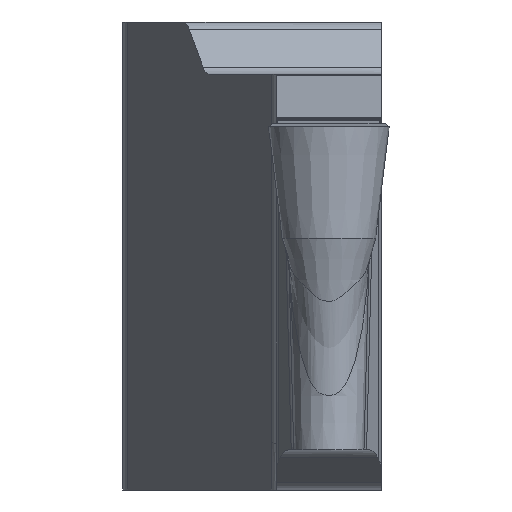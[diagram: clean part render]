
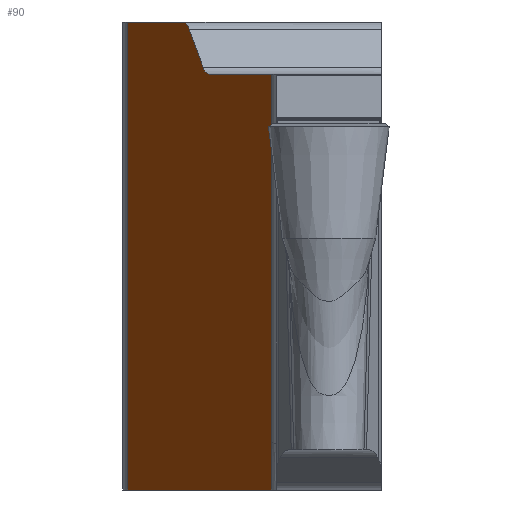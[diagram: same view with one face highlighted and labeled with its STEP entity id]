
A CAD part, front view. The second image highlights one B-rep face of the part: STEP entity #90.
In plain terms, the highlighted planar face has unit normal (-0.94, -0.342, 0).
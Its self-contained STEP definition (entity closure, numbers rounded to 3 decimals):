
#81=ELLIPSE('',#1123,0.319,0.3);
#82=ELLIPSE('',#1124,0.319,0.3);
#90=ADVANCED_FACE('',(#170),#147,.F.);
#147=PLANE('',#1125);
#170=FACE_OUTER_BOUND('',#228,.T.);
#228=EDGE_LOOP('',(#357,#358,#359,#360,#361,#362,#363,#364,#365));
#357=ORIENTED_EDGE('',*,*,#762,.T.);
#358=ORIENTED_EDGE('',*,*,#763,.T.);
#359=ORIENTED_EDGE('',*,*,#764,.T.);
#360=ORIENTED_EDGE('',*,*,#765,.T.);
#361=ORIENTED_EDGE('',*,*,#766,.T.);
#362=ORIENTED_EDGE('',*,*,#767,.F.);
#363=ORIENTED_EDGE('',*,*,#768,.T.);
#364=ORIENTED_EDGE('',*,*,#769,.F.);
#365=ORIENTED_EDGE('',*,*,#770,.T.);
#663=VERTEX_POINT('',#1571);
#664=VERTEX_POINT('',#1572);
#665=VERTEX_POINT('',#1574);
#666=VERTEX_POINT('',#1576);
#667=VERTEX_POINT('',#1578);
#668=VERTEX_POINT('',#1580);
#669=VERTEX_POINT('',#1582);
#670=VERTEX_POINT('',#1584);
#671=VERTEX_POINT('',#1586);
#762=EDGE_CURVE('',#663,#664,#896,.T.);
#763=EDGE_CURVE('',#664,#665,#897,.T.);
#764=EDGE_CURVE('',#665,#666,#898,.T.);
#765=EDGE_CURVE('',#666,#667,#899,.T.);
#766=EDGE_CURVE('',#667,#668,#900,.T.);
#767=EDGE_CURVE('',#669,#668,#901,.T.);
#768=EDGE_CURVE('',#669,#670,#81,.T.);
#769=EDGE_CURVE('',#671,#670,#902,.T.);
#770=EDGE_CURVE('',#671,#663,#82,.T.);
#896=LINE('',#1570,#970);
#897=LINE('',#1573,#971);
#898=LINE('',#1575,#972);
#899=LINE('',#1577,#973);
#900=LINE('',#1579,#974);
#901=LINE('',#1581,#975);
#902=LINE('',#1585,#976);
#970=VECTOR('',#1250,1.);
#971=VECTOR('',#1251,1.);
#972=VECTOR('',#1252,1.);
#973=VECTOR('',#1253,1.);
#974=VECTOR('',#1254,1.);
#975=VECTOR('',#1255,1.);
#976=VECTOR('',#1258,1.);
#1123=AXIS2_PLACEMENT_3D('',#1583,#1256,#1257);
#1124=AXIS2_PLACEMENT_3D('',#1587,#1259,#1260);
#1125=AXIS2_PLACEMENT_3D('',#1588,#1261,#1262);
#1250=DIRECTION('',(-0.342,0.94,0.));
#1251=DIRECTION('',(0.,0.,-1.));
#1252=DIRECTION('',(0.342,-0.94,0.));
#1253=DIRECTION('',(0.,0.,1.));
#1254=DIRECTION('',(0.,0.,1.));
#1255=DIRECTION('',(0.342,-0.94,0.));
#1256=DIRECTION('',(0.94,0.342,0.));
#1257=DIRECTION('',(0.342,-0.94,0.));
#1258=DIRECTION('',(0.249,-0.685,-0.685));
#1259=DIRECTION('',(-0.94,-0.342,0.));
#1260=DIRECTION('',(0.342,-0.94,0.));
#1261=DIRECTION('',(0.94,0.342,0.));
#1262=DIRECTION('',(0.342,-0.94,0.));
#1570=CARTESIAN_POINT('',(0.216,-7.97,1.295));
#1571=CARTESIAN_POINT('',(-0.855,-5.026,1.295));
#1572=CARTESIAN_POINT('',(-1.54,-3.145,1.295));
#1573=CARTESIAN_POINT('',(-1.54,-3.145,5.));
#1574=CARTESIAN_POINT('',(-1.54,-3.145,-4.495));
#1575=CARTESIAN_POINT('',(0.211,-7.955,-4.495));
#1576=CARTESIAN_POINT('',(0.24,-8.034,-4.495));
#1577=CARTESIAN_POINT('',(0.24,-8.034,-3.495));
#1578=CARTESIAN_POINT('',(0.24,-8.034,-3.905));
#1579=CARTESIAN_POINT('',(0.24,-8.034,-5.996));
#1580=CARTESIAN_POINT('',(0.24,-8.034,0.65));
#1581=CARTESIAN_POINT('',(0.3,-8.2,0.65));
#1582=CARTESIAN_POINT('',(-0.53,-5.92,0.65));
#1583=CARTESIAN_POINT('',(-0.53,-5.92,0.95));
#1584=CARTESIAN_POINT('',(-0.607,-5.708,0.738));
#1585=CARTESIAN_POINT('',(-0.853,-5.033,1.413));
#1586=CARTESIAN_POINT('',(-0.778,-5.238,1.208));
#1587=CARTESIAN_POINT('',(-0.855,-5.026,0.995));
#1588=CARTESIAN_POINT('',(0.3,-8.2,5.));
